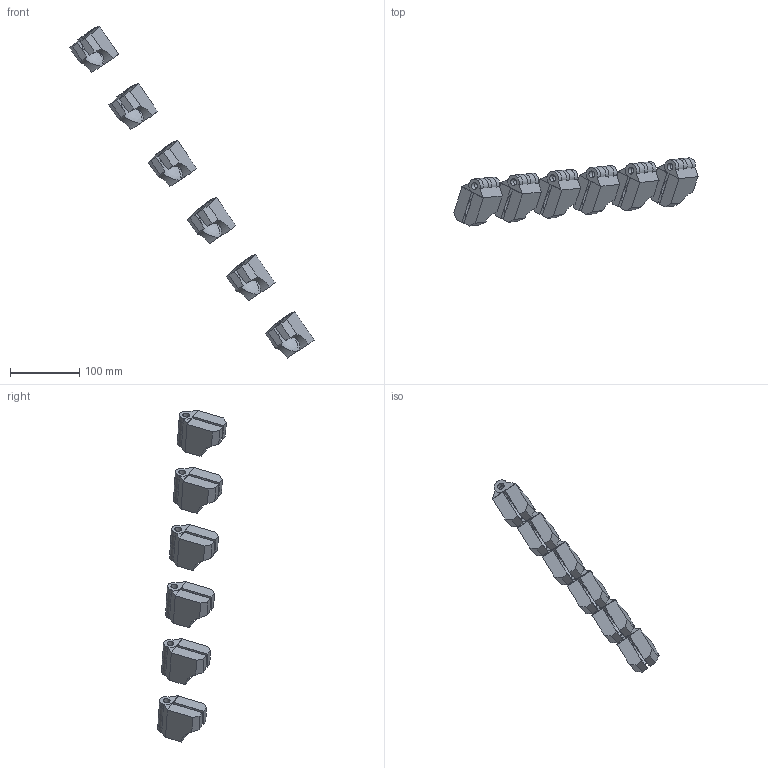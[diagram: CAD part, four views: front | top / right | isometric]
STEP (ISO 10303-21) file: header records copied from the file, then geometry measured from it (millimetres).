
FILE_DESCRIPTION( ('This file contains a STEP AP42 implementation' ,'as created by ZW3D STEP Interface translator.' ,'') ,'2;1' );
FILE_NAME( '錨窒璃淝蹈 4_4.stp' ,'251027.114728', (''), ('ZWCAD Software Co.'), 'Version 1.0', 'ZW3D to STEP translator', '' );
FILE_SCHEMA(('AUTOMOTIVE_DESIGN { 1 0 10303 214 1 1 1 1 }'));
Length unit declared in the file: millimetre
Products named in the file (10): 0; 錨窒璃淝蹈 4_4; 啋匼_1_81; 標撿衵.ipt; 標撿酘.ipt; 啋匼_2_81; 啋匼_3_76; 啋匼_4_62; 啋匼_5_18; 啋匼_6_17
Assembly tree (18 placements, depth 3):
  0
  錨窒璃淝蹈 4_4
    啋匼_1_81
      標撿衵.ipt
      標撿酘.ipt
    啋匼_2_81
      標撿衵.ipt
      標撿酘.ipt
    啋匼_3_76
      標撿衵.ipt
      標撿酘.ipt
    啋匼_4_62
      標撿衵.ipt
      標撿酘.ipt
    啋匼_5_18
      標撿衵.ipt
      標撿酘.ipt
    啋匼_6_17
      標撿衵.ipt
      標撿酘.ipt
Bounding box: 352.51 x 99.02 x 478.87 mm (x, y, z)
Volume: 392241.5 mm3; surface area: 127291.2 mm2
Topology: 12 solids, 12 shells, 282 faces, 714 edges, 456 vertices
Faces by surface type: plane 168, cylinder 102, sphere 12
Full cylindrical faces by diameter (mm): 10 x30
Entity records: 1921 total; most frequent: DIRECTION 351, CARTESIAN_POINT 329, ORIENTED_EDGE 238, AXIS2_PLACEMENT_3D 142, EDGE_CURVE 119, VERTEX_POINT 76, VECTOR 67, LINE 67
